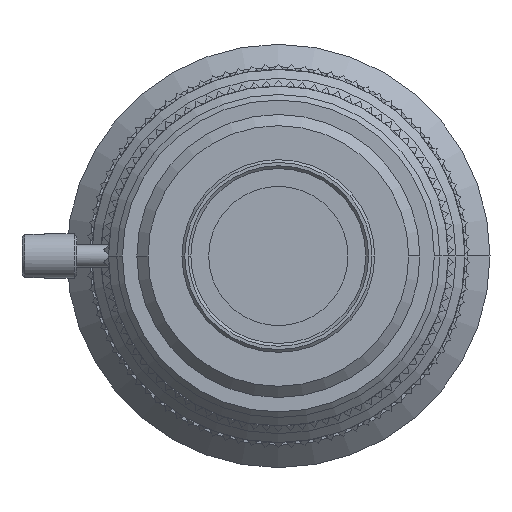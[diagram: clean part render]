
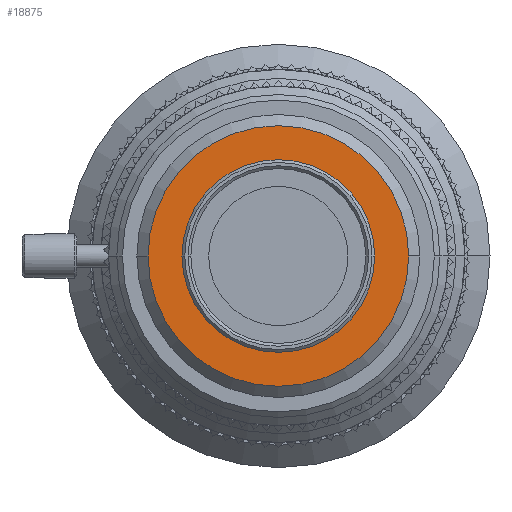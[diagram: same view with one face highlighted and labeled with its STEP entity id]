
A CAD part, front view. The second image highlights one B-rep face of the part: STEP entity #18875.
In plain terms, the highlighted planar face has unit normal (0, -1, 0).
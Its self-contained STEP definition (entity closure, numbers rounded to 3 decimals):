
#65 = AXIS2_PLACEMENT_3D ( 'NONE', #14160, #18755, #888 ) ;
#453 = CARTESIAN_POINT ( 'NONE',  ( 0., -4.1, 0. ) ) ;
#708 = EDGE_LOOP ( 'NONE', ( #13597, #6082 ) ) ;
#738 = DIRECTION ( 'NONE',  ( -1., 0., 0. ) ) ;
#888 = DIRECTION ( 'NONE',  ( -1., 0., 0. ) ) ;
#2461 = FACE_BOUND ( 'NONE', #22644, .T. ) ;
#2863 = CIRCLE ( 'NONE', #65, 11.7 ) ;
#5181 = CARTESIAN_POINT ( 'NONE',  ( 8.65, -4.1, 0. ) ) ;
#5352 = DIRECTION ( 'NONE',  ( -1., 0., 0. ) ) ;
#6082 = ORIENTED_EDGE ( 'NONE', *, *, #12807, .T. ) ;
#7803 = AXIS2_PLACEMENT_3D ( 'NONE', #16032, #24235, #738 ) ;
#10208 = EDGE_CURVE ( 'NONE', #15013, #12948, #25303, .T. ) ;
#10976 = ORIENTED_EDGE ( 'NONE', *, *, #12792, .T. ) ;
#11256 = DIRECTION ( 'NONE',  ( 0., 1., 0. ) ) ;
#11542 = PLANE ( 'NONE',  #7803 ) ;
#12423 = CARTESIAN_POINT ( 'NONE',  ( -8.65, -4.1, 0. ) ) ;
#12507 = AXIS2_PLACEMENT_3D ( 'NONE', #453, #18327, #5352 ) ;
#12687 = CARTESIAN_POINT ( 'NONE',  ( 11.7, -4.1, 0. ) ) ;
#12792 = EDGE_CURVE ( 'NONE', #16783, #24454, #21731, .T. ) ;
#12807 = EDGE_CURVE ( 'NONE', #12948, #15013, #2863, .T. ) ;
#12948 = VERTEX_POINT ( 'NONE', #12687 ) ;
#13406 = CIRCLE ( 'NONE', #18921, 8.65 ) ;
#13597 = ORIENTED_EDGE ( 'NONE', *, *, #10208, .T. ) ;
#14160 = CARTESIAN_POINT ( 'NONE',  ( 0., -4.1, 0. ) ) ;
#14419 = DIRECTION ( 'NONE',  ( 0., -1., 0. ) ) ;
#14700 = CARTESIAN_POINT ( 'NONE',  ( 0., -4.1, 0. ) ) ;
#14838 = DIRECTION ( 'NONE',  ( -1., 0., 0. ) ) ;
#15013 = VERTEX_POINT ( 'NONE', #22693 ) ;
#16032 = CARTESIAN_POINT ( 'NONE',  ( 12.7, -4.1, 0. ) ) ;
#16086 = AXIS2_PLACEMENT_3D ( 'NONE', #14700, #14419, #14838 ) ;
#16181 = ORIENTED_EDGE ( 'NONE', *, *, #20048, .T. ) ;
#16783 = VERTEX_POINT ( 'NONE', #12423 ) ;
#18327 = DIRECTION ( 'NONE',  ( 0., 1., 0. ) ) ;
#18755 = DIRECTION ( 'NONE',  ( 0., -1., 0. ) ) ;
#18875 = ADVANCED_FACE ( 'NONE', ( #24381, #2461 ), #11542, .F. ) ;
#18921 = AXIS2_PLACEMENT_3D ( 'NONE', #22086, #11256, #24674 ) ;
#20048 = EDGE_CURVE ( 'NONE', #24454, #16783, #13406, .T. ) ;
#21731 = CIRCLE ( 'NONE', #12507, 8.65 ) ;
#22086 = CARTESIAN_POINT ( 'NONE',  ( 0., -4.1, 0. ) ) ;
#22644 = EDGE_LOOP ( 'NONE', ( #10976, #16181 ) ) ;
#22693 = CARTESIAN_POINT ( 'NONE',  ( -11.7, -4.1, 0. ) ) ;
#24235 = DIRECTION ( 'NONE',  ( 0., 1., 0. ) ) ;
#24381 = FACE_OUTER_BOUND ( 'NONE', #708, .T. ) ;
#24454 = VERTEX_POINT ( 'NONE', #5181 ) ;
#24674 = DIRECTION ( 'NONE',  ( -1., 0., 0. ) ) ;
#25303 = CIRCLE ( 'NONE', #16086, 11.7 ) ;
